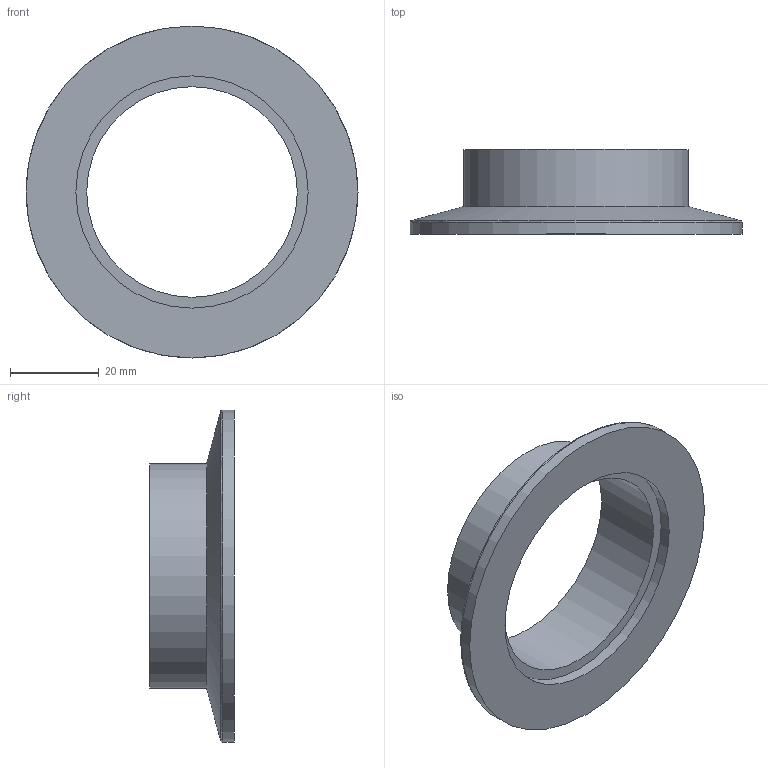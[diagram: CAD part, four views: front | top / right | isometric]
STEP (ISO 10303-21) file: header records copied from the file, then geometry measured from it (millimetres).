
FILE_DESCRIPTION (( 'STEP AP214' ), '1' );
FILE_NAME ('FULLVAC BT1KF505119.STEP', '2019-04-24T08:24:21', ( '' ), ( '' ), 'SwSTEP 2.0', 'SolidWorks 2017', '' );
FILE_SCHEMA (( 'AUTOMOTIVE_DESIGN' ));
Length unit declared in the file: millimetre
Products named in the file (1): FULLVAC BT1KF505119
Bounding box: 74.9 x 19.1 x 74.9 mm (x, y, z)
Volume: 14615.1 mm3; surface area: 10974.6 mm2
Topology: 1 solids, 1 shells, 9 faces, 15 edges, 9 vertices
Faces by surface type: cylinder 4, plane 3, cone 1, bspline 1
Full cylindrical faces by diameter (mm): 47.5 x1, 50.8 x1, 52.4 x1, 74.9 x1
Entity records: 245 total; most frequent: CARTESIAN_POINT 55, DIRECTION 36, ORIENTED_EDGE 18, AXIS2_PLACEMENT_3D 18, EDGE_LOOP 18, FACE_OUTER_BOUND 14, CIRCLE 9, ADVANCED_FACE 9
